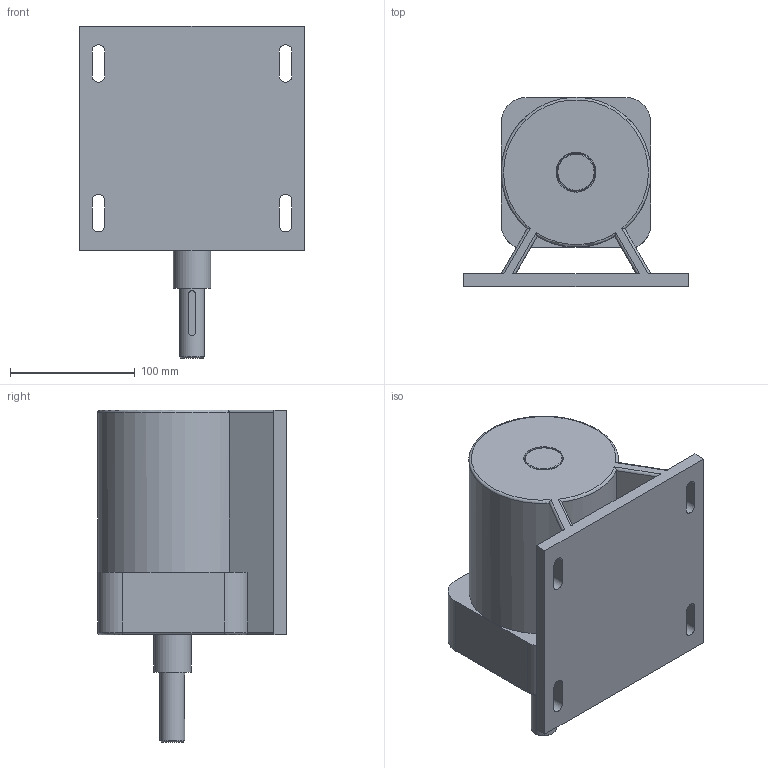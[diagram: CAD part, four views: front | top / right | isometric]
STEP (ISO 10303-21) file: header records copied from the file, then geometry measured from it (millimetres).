
FILE_DESCRIPTION( ('This file contains a STEP AP42 implementation' ,'as created by ZW3D STEP Interface translator.' ,'') ,'2;1' );
FILE_NAME( 'µç»ú.ipt.stp' ,'251027.114724', (''), ('ZWCAD Software Co.'), 'Version 1.0', 'ZW3D to STEP translator', '' );
FILE_SCHEMA(('AUTOMOTIVE_DESIGN { 1 0 10303 214 1 1 1 1 }'));
Length unit declared in the file: millimetre
Products named in the file (1): 0
Bounding box: 180 x 151.38 x 266 mm (x, y, z)
Volume: 2647697.3 mm3; surface area: 198799.3 mm2
Topology: 1 solids, 1 shells, 86 faces, 230 edges, 154 vertices
Faces by surface type: plane 40, cylinder 35, torus 10, cone 1
Full cylindrical faces by diameter (mm): 20 x1, 30 x2, 31 x1, 32 x1, 40 x1, 42 x1
Entity records: 2952 total; most frequent: CARTESIAN_POINT 585, DIRECTION 496, ORIENTED_EDGE 460, EDGE_CURVE 230, AXIS2_PLACEMENT_3D 189, VERTEX_POINT 154, VECTOR 118, LINE 118
